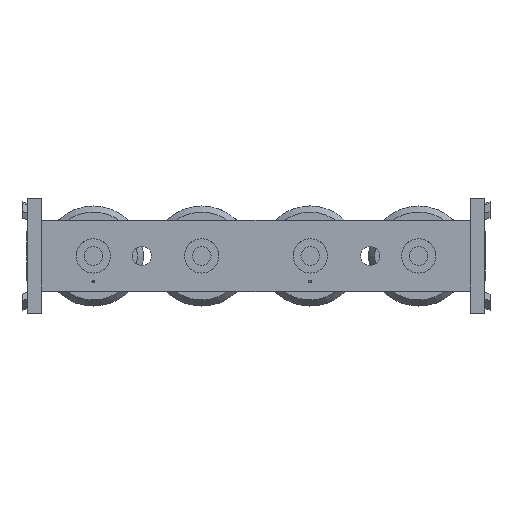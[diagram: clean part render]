
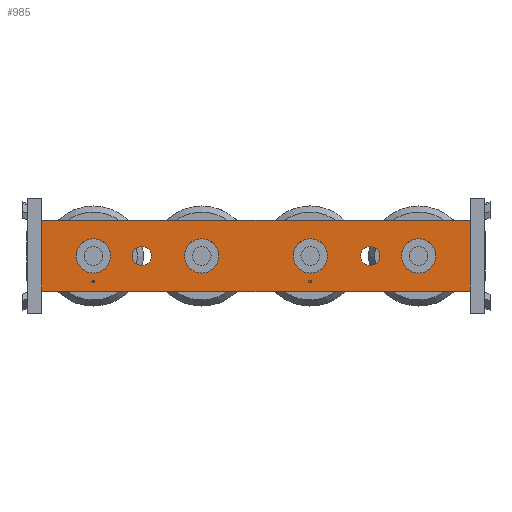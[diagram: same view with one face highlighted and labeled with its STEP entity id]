
A CAD part, top view. The second image highlights one B-rep face of the part: STEP entity #985.
In plain terms, the highlighted face is planar.
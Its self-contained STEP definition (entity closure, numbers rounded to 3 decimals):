
#129=CARTESIAN_POINT('',(132.5,-8.95,-7.25));
#130=VERTEX_POINT('',#129);
#131=CARTESIAN_POINT('',(132.0,-8.95,-7.25));
#132=DIRECTION('',(0.0,0.0,1.0));
#133=DIRECTION('',(1.0,0.0,0.0));
#134=AXIS2_PLACEMENT_3D('',#131,#132,#133);
#135=CIRCLE('',#134,0.5);
#136=EDGE_CURVE('',#130,#130,#135,.T.);
#166=CARTESIAN_POINT('',(56.5,-8.95,-7.25));
#167=VERTEX_POINT('',#166);
#168=CARTESIAN_POINT('',(56.,-8.95,-7.25));
#169=DIRECTION('',(0.0,0.0,1.0));
#170=DIRECTION('',(1.0,0.0,0.0));
#171=AXIS2_PLACEMENT_3D('',#168,#169,#170);
#172=CIRCLE('',#171,0.5);
#173=EDGE_CURVE('',#167,#167,#172,.T.);
#197=CARTESIAN_POINT('',(118.324,0.,-7.25));
#198=VERTEX_POINT('',#197);
#199=CARTESIAN_POINT('',(115.0,0.,-7.25));
#200=DIRECTION('',(0.0,0.0,1.0));
#201=DIRECTION('',(1.0,0.0,0.0));
#202=AXIS2_PLACEMENT_3D('',#199,#200,#201);
#203=CIRCLE('',#202,3.323);
#204=EDGE_CURVE('',#198,#198,#203,.T.);
#225=CARTESIAN_POINT('',(38.323,0.,-7.25));
#226=VERTEX_POINT('',#225);
#227=CARTESIAN_POINT('',(35.0,0.,-7.25));
#228=DIRECTION('',(0.0,0.0,1.0));
#229=DIRECTION('',(1.0,0.0,0.0));
#230=AXIS2_PLACEMENT_3D('',#227,#228,#229);
#231=CIRCLE('',#230,3.323);
#232=EDGE_CURVE('',#226,#226,#231,.T.);
#466=CARTESIAN_POINT('',(88.0,0.0,-7.25));
#467=VERTEX_POINT('',#466);
#468=CARTESIAN_POINT('',(94.0,0.0,-7.25));
#469=DIRECTION('',(0.0,0.0,1.0));
#470=DIRECTION('',(-1.0,0.0,0.0));
#471=AXIS2_PLACEMENT_3D('',#468,#469,#470);
#472=CIRCLE('',#471,6.);
#473=EDGE_CURVE('',#467,#467,#472,.T.);
#574=CARTESIAN_POINT('',(12.0,0.0,-7.25));
#575=VERTEX_POINT('',#574);
#576=CARTESIAN_POINT('',(18.0,0.0,-7.25));
#577=DIRECTION('',(0.0,0.0,1.0));
#578=DIRECTION('',(-1.0,0.0,0.0));
#579=AXIS2_PLACEMENT_3D('',#576,#577,#578);
#580=CIRCLE('',#579,6.);
#581=EDGE_CURVE('',#575,#575,#580,.T.);
#719=CARTESIAN_POINT('',(126.,0.0,-7.25));
#720=VERTEX_POINT('',#719);
#721=CARTESIAN_POINT('',(132.0,0.0,-7.25));
#722=DIRECTION('',(0.0,0.0,1.0));
#723=DIRECTION('',(-1.0,0.0,0.0));
#724=AXIS2_PLACEMENT_3D('',#721,#722,#723);
#725=CIRCLE('',#724,6.);
#726=EDGE_CURVE('',#720,#720,#725,.T.);
#864=CARTESIAN_POINT('',(50.0,0.0,-7.25));
#865=VERTEX_POINT('',#864);
#866=CARTESIAN_POINT('',(56.,0.0,-7.25));
#867=DIRECTION('',(0.0,0.0,1.0));
#868=DIRECTION('',(-1.0,0.0,0.0));
#869=AXIS2_PLACEMENT_3D('',#866,#867,#868);
#870=CIRCLE('',#869,6.);
#871=EDGE_CURVE('',#865,#865,#870,.T.);
#898=CARTESIAN_POINT('',(150.0,12.45,-7.25));
#899=VERTEX_POINT('',#898);
#906=CARTESIAN_POINT('',(0.0,12.45,-7.25));
#907=VERTEX_POINT('',#906);
#908=CARTESIAN_POINT('',(0.0,12.45,-7.25));
#909=DIRECTION('',(1.0,0.0,0.0));
#910=VECTOR('',#909,150.0);
#911=LINE('',#908,#910);
#912=EDGE_CURVE('',#907,#899,#911,.T.);
#931=CARTESIAN_POINT('',(0.0,12.45,-7.25));
#932=DIRECTION('',(0.0,0.0,-1.0));
#933=DIRECTION('',(-1.0,0.0,0.0));
#934=AXIS2_PLACEMENT_3D('',#931,#932,#933);
#935=PLANE('',#934);
#936=CARTESIAN_POINT('',(150.0,-12.45,-7.25));
#937=VERTEX_POINT('',#936);
#938=CARTESIAN_POINT('',(150.0,12.45,-7.25));
#939=DIRECTION('',(0.0,-1.0,0.0));
#940=VECTOR('',#939,24.9);
#941=LINE('',#938,#940);
#942=EDGE_CURVE('',#899,#937,#941,.T.);
#943=ORIENTED_EDGE('',*,*,#942,.T.);
#944=CARTESIAN_POINT('',(0.0,-12.45,-7.25));
#945=VERTEX_POINT('',#944);
#946=CARTESIAN_POINT('',(0.0,-12.45,-7.25));
#947=DIRECTION('',(1.0,0.0,0.0));
#948=VECTOR('',#947,150.0);
#949=LINE('',#946,#948);
#950=EDGE_CURVE('',#945,#937,#949,.T.);
#951=ORIENTED_EDGE('',*,*,#950,.F.);
#952=CARTESIAN_POINT('',(0.0,12.45,-7.25));
#953=DIRECTION('',(0.0,-1.0,0.0));
#954=VECTOR('',#953,24.9);
#955=LINE('',#952,#954);
#956=EDGE_CURVE('',#907,#945,#955,.T.);
#957=ORIENTED_EDGE('',*,*,#956,.F.);
#958=ORIENTED_EDGE('',*,*,#912,.T.);
#959=EDGE_LOOP('',(#943,#951,#957,#958));
#960=FACE_OUTER_BOUND('',#959,.T.);
#961=ORIENTED_EDGE('',*,*,#136,.T.);
#962=EDGE_LOOP('',(#961));
#963=FACE_BOUND('',#962,.T.);
#964=ORIENTED_EDGE('',*,*,#173,.T.);
#965=EDGE_LOOP('',(#964));
#966=FACE_BOUND('',#965,.T.);
#967=ORIENTED_EDGE('',*,*,#204,.T.);
#968=EDGE_LOOP('',(#967));
#969=FACE_BOUND('',#968,.T.);
#970=ORIENTED_EDGE('',*,*,#232,.T.);
#971=EDGE_LOOP('',(#970));
#972=FACE_BOUND('',#971,.T.);
#973=ORIENTED_EDGE('',*,*,#473,.T.);
#974=EDGE_LOOP('',(#973));
#975=FACE_BOUND('',#974,.T.);
#976=ORIENTED_EDGE('',*,*,#581,.T.);
#977=EDGE_LOOP('',(#976));
#978=FACE_BOUND('',#977,.T.);
#979=ORIENTED_EDGE('',*,*,#726,.T.);
#980=EDGE_LOOP('',(#979));
#981=FACE_BOUND('',#980,.T.);
#982=ORIENTED_EDGE('',*,*,#871,.T.);
#983=EDGE_LOOP('',(#982));
#984=FACE_BOUND('',#983,.T.);
#985=ADVANCED_FACE('',(#960,#963,#966,#969,#972,#975,#978,#981,#984),#935,.T.);
